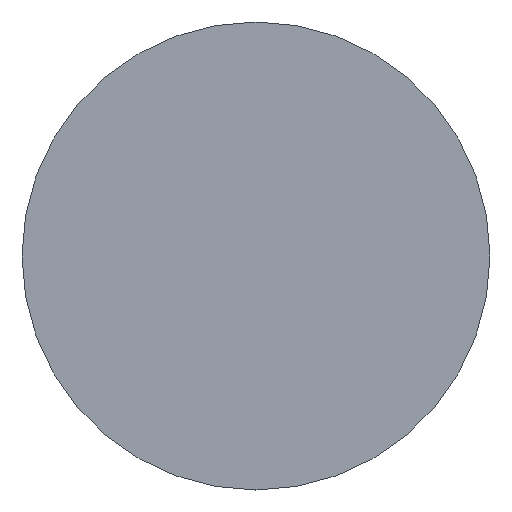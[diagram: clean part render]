
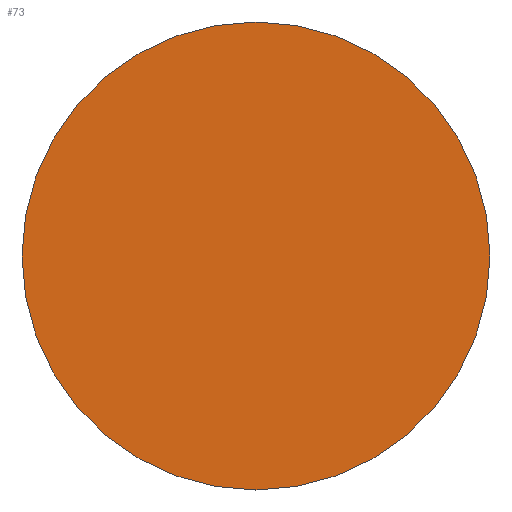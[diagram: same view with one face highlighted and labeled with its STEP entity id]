
A CAD part, left-side view. The second image highlights one B-rep face of the part: STEP entity #73.
In plain terms, the highlighted planar face has unit normal (-1, 0, 0).
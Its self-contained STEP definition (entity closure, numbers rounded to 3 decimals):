
#1 = CARTESIAN_POINT ( 'NONE',  ( 0., 0., 0. ) ) ;
#7 = CIRCLE ( 'NONE', #29, 6.35 ) ;
#8 = DIRECTION ( 'NONE',  ( -1., 0., 0. ) ) ;
#14 = DIRECTION ( 'NONE',  ( 1., 0., 0. ) ) ;
#15 = DIRECTION ( 'NONE',  ( 0., 0., -1. ) ) ;
#19 = VERTEX_POINT ( 'NONE', #94 ) ;
#29 = AXIS2_PLACEMENT_3D ( 'NONE', #98, #131, #76 ) ;
#54 = AXIS2_PLACEMENT_3D ( 'NONE', #1, #14, #15 ) ;
#57 = EDGE_LOOP ( 'NONE', ( #147, #159 ) ) ;
#63 = CIRCLE ( 'NONE', #118, 6.35 ) ;
#72 = PLANE ( 'NONE',  #54 ) ;
#73 = ADVANCED_FACE ( 'NONE', ( #128 ), #72, .F. ) ;
#76 = DIRECTION ( 'NONE',  ( 0., 0., 1. ) ) ;
#94 = CARTESIAN_POINT ( 'NONE',  ( 0., 0., -6.35 ) ) ;
#98 = CARTESIAN_POINT ( 'NONE',  ( 0., 0., 0. ) ) ;
#104 = CARTESIAN_POINT ( 'NONE',  ( 0., 0., 0. ) ) ;
#110 = EDGE_CURVE ( 'NONE', #154, #19, #63, .T. ) ;
#114 = CARTESIAN_POINT ( 'NONE',  ( 0., 0., 6.35 ) ) ;
#118 = AXIS2_PLACEMENT_3D ( 'NONE', #104, #8, #150 ) ;
#123 = EDGE_CURVE ( 'NONE', #19, #154, #7, .T. ) ;
#128 = FACE_OUTER_BOUND ( 'NONE', #57, .T. ) ;
#131 = DIRECTION ( 'NONE',  ( -1., 0., 0. ) ) ;
#147 = ORIENTED_EDGE ( 'NONE', *, *, #110, .T. ) ;
#150 = DIRECTION ( 'NONE',  ( 0., 0., 1. ) ) ;
#154 = VERTEX_POINT ( 'NONE', #114 ) ;
#159 = ORIENTED_EDGE ( 'NONE', *, *, #123, .T. ) ;
